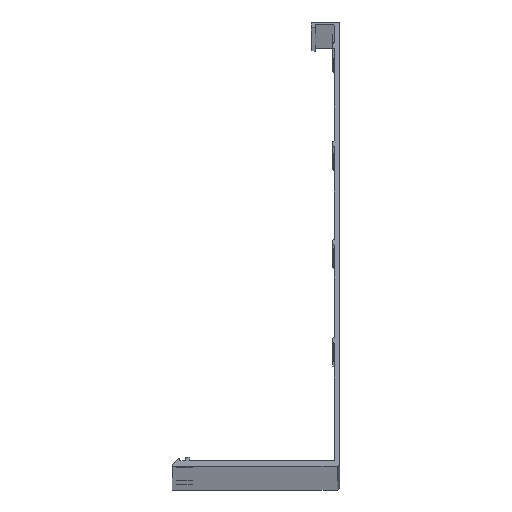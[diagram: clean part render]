
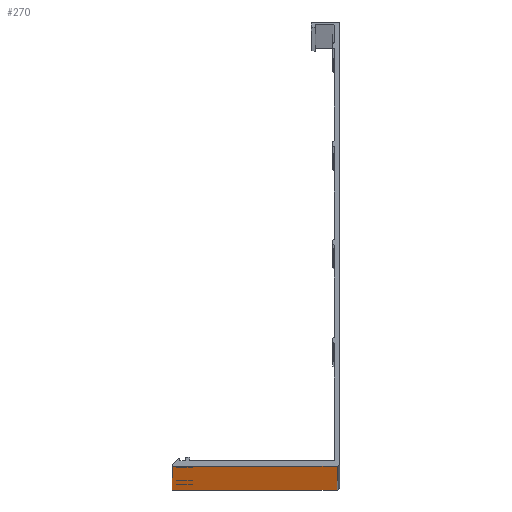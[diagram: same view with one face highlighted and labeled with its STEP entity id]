
A CAD part, top view. The second image highlights one B-rep face of the part: STEP entity #270.
In plain terms, the highlighted planar face has unit normal (0, -1, 0).
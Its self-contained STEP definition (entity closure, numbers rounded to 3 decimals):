
#15 = CARTESIAN_POINT ( 'NONE',  ( -60., 0., 250. ) ) ;
#17 = ORIENTED_EDGE ( 'NONE', *, *, #182, .F. ) ;
#49 = EDGE_LOOP ( 'NONE', ( #2572, #4135 ) ) ;
#94 = EDGE_LOOP ( 'NONE', ( #2378, #2537, #17, #3336 ) ) ;
#100 = AXIS2_PLACEMENT_3D ( 'NONE', #3139, #299, #4425 ) ;
#113 = EDGE_CURVE ( 'NONE', #3374, #1062, #3031, .T. ) ;
#182 = EDGE_CURVE ( 'NONE', #3374, #3591, #3818, .T. ) ;
#230 = DIRECTION ( 'NONE',  ( 0., -1., 0. ) ) ;
#270 = ADVANCED_FACE ( 'NONE', ( #2976, #1268, #3313, #932, #3287, #2576, #2548 ), #4031, .F. ) ;
#299 = DIRECTION ( 'NONE',  ( 0., -1., 0. ) ) ;
#312 = DIRECTION ( 'NONE',  ( 0., -1., 0. ) ) ;
#493 = CARTESIAN_POINT ( 'NONE',  ( -57., 0., 4750. ) ) ;
#496 = CARTESIAN_POINT ( 'NONE',  ( -57., 0., 2050. ) ) ;
#521 = VERTEX_POINT ( 'NONE', #3209 ) ;
#562 = EDGE_LOOP ( 'NONE', ( #1530, #1705 ) ) ;
#570 = VERTEX_POINT ( 'NONE', #15 ) ;
#577 = AXIS2_PLACEMENT_3D ( 'NONE', #496, #4284, #2225 ) ;
#619 = CARTESIAN_POINT ( 'NONE',  ( -57., 0., 3850. ) ) ;
#620 = ORIENTED_EDGE ( 'NONE', *, *, #3805, .F. ) ;
#654 = EDGE_CURVE ( 'NONE', #521, #3050, #3064, .T. ) ;
#698 = CIRCLE ( 'NONE', #3387, 3. ) ;
#699 = CARTESIAN_POINT ( 'NONE',  ( -54., 0., 1150. ) ) ;
#718 = AXIS2_PLACEMENT_3D ( 'NONE', #2818, #2475, #3859 ) ;
#730 = EDGE_CURVE ( 'NONE', #570, #3342, #3646, .T. ) ;
#742 = EDGE_CURVE ( 'NONE', #1062, #1512, #4156, .T. ) ;
#776 = EDGE_CURVE ( 'NONE', #1599, #3441, #1033, .T. ) ;
#777 = CARTESIAN_POINT ( 'NONE',  ( -57., 0., 2950. ) ) ;
#856 = EDGE_LOOP ( 'NONE', ( #3311, #2365 ) ) ;
#859 = DIRECTION ( 'NONE',  ( 0., 1., 0. ) ) ;
#915 = CIRCLE ( 'NONE', #4023, 3. ) ;
#932 = FACE_BOUND ( 'NONE', #856, .T. ) ;
#940 = EDGE_CURVE ( 'NONE', #3050, #521, #4227, .T. ) ;
#947 = DIRECTION ( 'NONE',  ( 0., 0., -1. ) ) ;
#975 = AXIS2_PLACEMENT_3D ( 'NONE', #4336, #312, #999 ) ;
#999 = DIRECTION ( 'NONE',  ( 1., 0., 0. ) ) ;
#1025 = CARTESIAN_POINT ( 'NONE',  ( -1., 0., 0. ) ) ;
#1031 = ORIENTED_EDGE ( 'NONE', *, *, #776, .F. ) ;
#1033 = CIRCLE ( 'NONE', #1609, 3. ) ;
#1057 = AXIS2_PLACEMENT_3D ( 'NONE', #1170, #3984, #1918 ) ;
#1062 = VERTEX_POINT ( 'NONE', #3343 ) ;
#1069 = DIRECTION ( 'NONE',  ( 1., 0., 0. ) ) ;
#1111 = CIRCLE ( 'NONE', #975, 3. ) ;
#1170 = CARTESIAN_POINT ( 'NONE',  ( -57., 0., 250. ) ) ;
#1210 = VECTOR ( 'NONE', #2958, 1000. ) ;
#1231 = CARTESIAN_POINT ( 'NONE',  ( -61.5, 0., 5000. ) ) ;
#1268 = FACE_BOUND ( 'NONE', #562, .T. ) ;
#1353 = AXIS2_PLACEMENT_3D ( 'NONE', #493, #230, #1870 ) ;
#1356 = VERTEX_POINT ( 'NONE', #699 ) ;
#1408 = DIRECTION ( 'NONE',  ( 1., 0., 0. ) ) ;
#1439 = EDGE_LOOP ( 'NONE', ( #2512, #620 ) ) ;
#1489 = EDGE_CURVE ( 'NONE', #1573, #4118, #1111, .T. ) ;
#1491 = CIRCLE ( 'NONE', #1353, 3. ) ;
#1512 = VERTEX_POINT ( 'NONE', #3421 ) ;
#1530 = ORIENTED_EDGE ( 'NONE', *, *, #4050, .F. ) ;
#1573 = VERTEX_POINT ( 'NONE', #3379 ) ;
#1599 = VERTEX_POINT ( 'NONE', #2418 ) ;
#1609 = AXIS2_PLACEMENT_3D ( 'NONE', #3770, #2726, #1674 ) ;
#1674 = DIRECTION ( 'NONE',  ( 1., 0., 0. ) ) ;
#1685 = VERTEX_POINT ( 'NONE', #4117 ) ;
#1705 = ORIENTED_EDGE ( 'NONE', *, *, #3243, .F. ) ;
#1749 = VECTOR ( 'NONE', #3732, 1000. ) ;
#1795 = CARTESIAN_POINT ( 'NONE',  ( -1., 0., 5000. ) ) ;
#1840 = ORIENTED_EDGE ( 'NONE', *, *, #3075, .F. ) ;
#1855 = CARTESIAN_POINT ( 'NONE',  ( -54., 0., 250. ) ) ;
#1869 = CARTESIAN_POINT ( 'NONE',  ( -60., 0., 2050. ) ) ;
#1870 = DIRECTION ( 'NONE',  ( 1., 0., 0. ) ) ;
#1918 = DIRECTION ( 'NONE',  ( 1., 0., 0. ) ) ;
#1981 = EDGE_LOOP ( 'NONE', ( #2396, #3270 ) ) ;
#2000 = DIRECTION ( 'NONE',  ( 0., -1., 0. ) ) ;
#2116 = AXIS2_PLACEMENT_3D ( 'NONE', #2541, #2286, #2215 ) ;
#2162 = DIRECTION ( 'NONE',  ( 0., -1., 0. ) ) ;
#2181 = CARTESIAN_POINT ( 'NONE',  ( -60., 0., 2950. ) ) ;
#2215 = DIRECTION ( 'NONE',  ( 1., 0., 0. ) ) ;
#2225 = DIRECTION ( 'NONE',  ( 1., 0., 0. ) ) ;
#2286 = DIRECTION ( 'NONE',  ( 0., -1., 0. ) ) ;
#2312 = CARTESIAN_POINT ( 'NONE',  ( -1., 0., 5000. ) ) ;
#2315 = CARTESIAN_POINT ( 'NONE',  ( -60., 0., 1150. ) ) ;
#2365 = ORIENTED_EDGE ( 'NONE', *, *, #940, .F. ) ;
#2378 = ORIENTED_EDGE ( 'NONE', *, *, #742, .T. ) ;
#2396 = ORIENTED_EDGE ( 'NONE', *, *, #2453, .F. ) ;
#2418 = CARTESIAN_POINT ( 'NONE',  ( -54., 0., 4750. ) ) ;
#2453 = EDGE_CURVE ( 'NONE', #4118, #1573, #915, .T. ) ;
#2474 = AXIS2_PLACEMENT_3D ( 'NONE', #2312, #859, #2649 ) ;
#2475 = DIRECTION ( 'NONE',  ( 0., -1., 0. ) ) ;
#2483 = CARTESIAN_POINT ( 'NONE',  ( -1., 0., 5000. ) ) ;
#2512 = ORIENTED_EDGE ( 'NONE', *, *, #3692, .F. ) ;
#2537 = ORIENTED_EDGE ( 'NONE', *, *, #3104, .F. ) ;
#2541 = CARTESIAN_POINT ( 'NONE',  ( -57., 0., 2950. ) ) ;
#2548 = FACE_BOUND ( 'NONE', #49, .T. ) ;
#2572 = ORIENTED_EDGE ( 'NONE', *, *, #3151, .F. ) ;
#2576 = FACE_BOUND ( 'NONE', #3130, .T. ) ;
#2649 = DIRECTION ( 'NONE',  ( 1., 0., 0. ) ) ;
#2726 = DIRECTION ( 'NONE',  ( 0., -1., 0. ) ) ;
#2755 = LINE ( 'NONE', #1795, #1210 ) ;
#2792 = AXIS2_PLACEMENT_3D ( 'NONE', #3055, #4075, #3652 ) ;
#2813 = DIRECTION ( 'NONE',  ( 0., -1., 0. ) ) ;
#2818 = CARTESIAN_POINT ( 'NONE',  ( -57., 0., 1150. ) ) ;
#2882 = CIRCLE ( 'NONE', #577, 3. ) ;
#2958 = DIRECTION ( 'NONE',  ( 0., 0., -1. ) ) ;
#2973 = VERTEX_POINT ( 'NONE', #1869 ) ;
#2976 = FACE_OUTER_BOUND ( 'NONE', #94, .T. ) ;
#3023 = CIRCLE ( 'NONE', #1057, 3. ) ;
#3031 = LINE ( 'NONE', #4048, #3710 ) ;
#3050 = VERTEX_POINT ( 'NONE', #2181 ) ;
#3055 = CARTESIAN_POINT ( 'NONE',  ( -57., 0., 2050. ) ) ;
#3064 = CIRCLE ( 'NONE', #2116, 3. ) ;
#3075 = EDGE_CURVE ( 'NONE', #3441, #1599, #1491, .T. ) ;
#3104 = EDGE_CURVE ( 'NONE', #3591, #1512, #2755, .T. ) ;
#3111 = VERTEX_POINT ( 'NONE', #2315 ) ;
#3130 = EDGE_LOOP ( 'NONE', ( #1031, #1840 ) ) ;
#3139 = CARTESIAN_POINT ( 'NONE',  ( -57., 0., 250. ) ) ;
#3151 = EDGE_CURVE ( 'NONE', #3342, #570, #3023, .T. ) ;
#3154 = CARTESIAN_POINT ( 'NONE',  ( -1., 0., 5000. ) ) ;
#3209 = CARTESIAN_POINT ( 'NONE',  ( -54., 0., 2950. ) ) ;
#3235 = CIRCLE ( 'NONE', #2792, 3. ) ;
#3243 = EDGE_CURVE ( 'NONE', #3111, #1356, #698, .T. ) ;
#3270 = ORIENTED_EDGE ( 'NONE', *, *, #1489, .F. ) ;
#3287 = FACE_BOUND ( 'NONE', #1981, .T. ) ;
#3311 = ORIENTED_EDGE ( 'NONE', *, *, #654, .F. ) ;
#3313 = FACE_BOUND ( 'NONE', #1439, .T. ) ;
#3336 = ORIENTED_EDGE ( 'NONE', *, *, #113, .T. ) ;
#3342 = VERTEX_POINT ( 'NONE', #1855 ) ;
#3343 = CARTESIAN_POINT ( 'NONE',  ( -61.5, 0., 0. ) ) ;
#3374 = VERTEX_POINT ( 'NONE', #1231 ) ;
#3379 = CARTESIAN_POINT ( 'NONE',  ( -60., 0., 3850. ) ) ;
#3387 = AXIS2_PLACEMENT_3D ( 'NONE', #4224, #2813, #1408 ) ;
#3389 = DIRECTION ( 'NONE',  ( 1., 0., 0. ) ) ;
#3421 = CARTESIAN_POINT ( 'NONE',  ( -1., 0., 0. ) ) ;
#3441 = VERTEX_POINT ( 'NONE', #3974 ) ;
#3533 = DIRECTION ( 'NONE',  ( 1., 0., 0. ) ) ;
#3591 = VERTEX_POINT ( 'NONE', #3154 ) ;
#3646 = CIRCLE ( 'NONE', #100, 3. ) ;
#3652 = DIRECTION ( 'NONE',  ( 1., 0., 0. ) ) ;
#3692 = EDGE_CURVE ( 'NONE', #1685, #2973, #2882, .T. ) ;
#3710 = VECTOR ( 'NONE', #947, 1000. ) ;
#3732 = DIRECTION ( 'NONE',  ( 1., 0., 0. ) ) ;
#3763 = CIRCLE ( 'NONE', #718, 3. ) ;
#3770 = CARTESIAN_POINT ( 'NONE',  ( -57., 0., 4750. ) ) ;
#3805 = EDGE_CURVE ( 'NONE', #2973, #1685, #3235, .T. ) ;
#3818 = LINE ( 'NONE', #2483, #3847 ) ;
#3847 = VECTOR ( 'NONE', #3533, 1000. ) ;
#3859 = DIRECTION ( 'NONE',  ( 1., 0., 0. ) ) ;
#3933 = CARTESIAN_POINT ( 'NONE',  ( -54., 0., 3850. ) ) ;
#3974 = CARTESIAN_POINT ( 'NONE',  ( -60., 0., 4750. ) ) ;
#3984 = DIRECTION ( 'NONE',  ( 0., -1., 0. ) ) ;
#4023 = AXIS2_PLACEMENT_3D ( 'NONE', #619, #2000, #3389 ) ;
#4031 = PLANE ( 'NONE',  #2474 ) ;
#4048 = CARTESIAN_POINT ( 'NONE',  ( -61.5, 0., 5000. ) ) ;
#4050 = EDGE_CURVE ( 'NONE', #1356, #3111, #3763, .T. ) ;
#4075 = DIRECTION ( 'NONE',  ( 0., -1., 0. ) ) ;
#4117 = CARTESIAN_POINT ( 'NONE',  ( -54., 0., 2050. ) ) ;
#4118 = VERTEX_POINT ( 'NONE', #3933 ) ;
#4135 = ORIENTED_EDGE ( 'NONE', *, *, #730, .F. ) ;
#4156 = LINE ( 'NONE', #1025, #1749 ) ;
#4224 = CARTESIAN_POINT ( 'NONE',  ( -57., 0., 1150. ) ) ;
#4227 = CIRCLE ( 'NONE', #4375, 3. ) ;
#4284 = DIRECTION ( 'NONE',  ( 0., -1., 0. ) ) ;
#4336 = CARTESIAN_POINT ( 'NONE',  ( -57., 0., 3850. ) ) ;
#4375 = AXIS2_PLACEMENT_3D ( 'NONE', #777, #2162, #1069 ) ;
#4425 = DIRECTION ( 'NONE',  ( 1., 0., 0. ) ) ;
